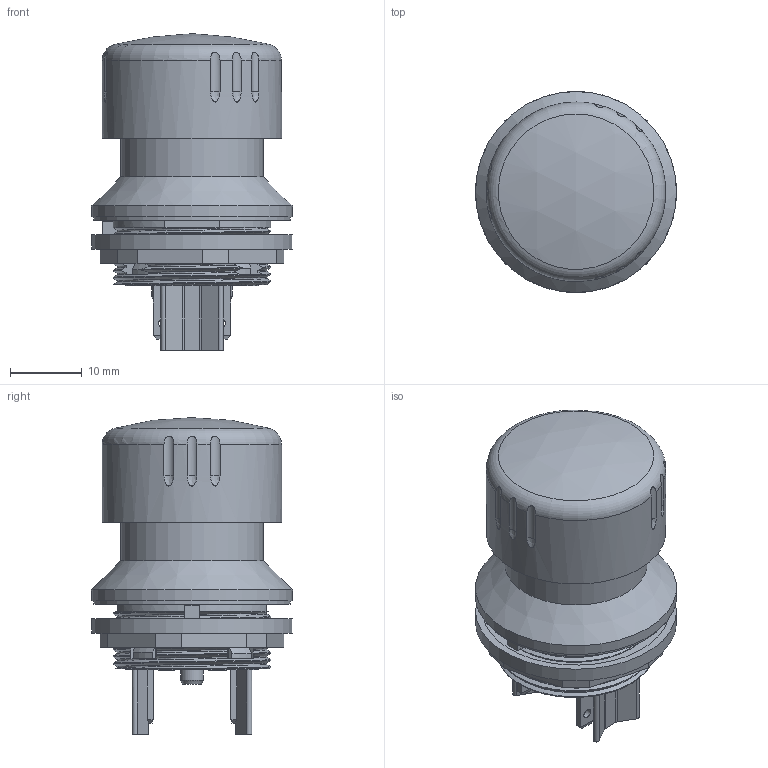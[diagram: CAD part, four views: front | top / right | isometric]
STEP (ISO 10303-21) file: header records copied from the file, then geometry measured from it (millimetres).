
FILE_DESCRIPTION(/* description */ (''),/* implementation_level */ '2;1');
FILE_NAME(/* name */ 'FRVKALOO_ipt.stp',/* time_stamp */ '2017-04-03T08:48:25+02:00',/* author */ ('ahoffmann'),/* organization */ (''),/* preprocessor_version */ 'ST-DEVELOPER v16.1',/* originating_system */ 'Autodesk Inventor 2016',/* authorisation */ '');
FILE_SCHEMA (('AUTOMOTIVE_DESIGN { 1 0 10303 214 3 1 1 }'));
Length unit declared in the file: centimetre
Products named in the file (1): FRVKALOO
Bounding box: 28 x 28 x 44.1 mm (x, y, z)
Volume: 15307.5 mm3; surface area: 6274.8 mm2
Topology: 1 solids, 4 shells, 752 faces, 2178 edges, 1437 vertices
Faces by surface type: plane 618, cylinder 73, bspline 47, cone 12, torus 1, sphere 1
Full cylindrical faces by diameter (mm): 1 x3, 1.3 x4, 2 x3, 3.2 x3, 18.5 x1, 18.8 x1, 19.85 x1, 25 x1, 26 x1, 27.4 x1, 28 x2
Entity records: 28342 total; most frequent: CARTESIAN_POINT 9076, ORIENTED_EDGE 4274, DIRECTION 3504, EDGE_CURVE 2137, LINE 1746, VECTOR 1746, VERTEX_POINT 1426, AXIS2_PLACEMENT_3D 879
